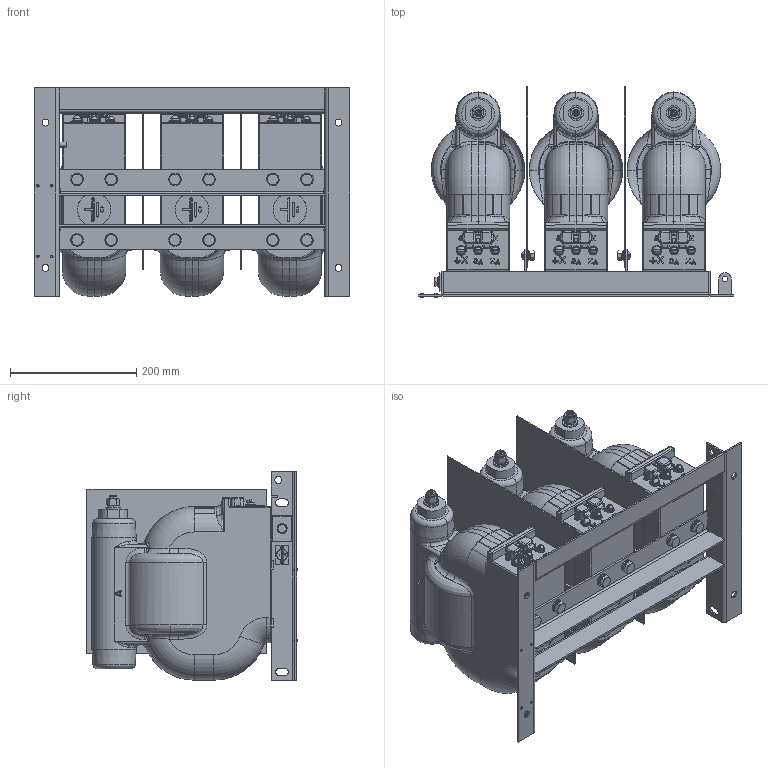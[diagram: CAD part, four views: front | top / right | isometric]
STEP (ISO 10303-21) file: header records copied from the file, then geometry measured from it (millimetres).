
FILE_DESCRIPTION (( 'STEP AP203' ), '1' );
FILE_NAME ('3ﾍﾎﾋﾏﾌ.STEP', '2018-01-18T03:05:02', ( '' ), ( '' ), 'SwSTEP 2.0', 'SolidWorks 2010', '' );
FILE_SCHEMA (( 'CONFIG_CONTROL_DESIGN' ));
Length unit declared in the file: millimetre
Products named in the file (1): 3ﾍﾎﾋﾏﾌ
Bounding box: 500 x 332.6 x 330 mm (x, y, z)
Surface area: 1275410.7 mm2 (no closed solid volume)
Topology: 0 solids, 178 shells, 1642 faces, 5458 edges, 3865 vertices
Faces by surface type: plane 650, cylinder 391, bspline 248, cone 218, sphere 70, torus 65
Entity records: 72345 total; most frequent: CARTESIAN_POINT 27569, DIRECTION 9158, ORIENTED_EDGE 8368, EDGE_CURVE 5427, VERTEX_POINT 3865, AXIS2_PLACEMENT_3D 3402, VECTOR 2354, LINE 2354
